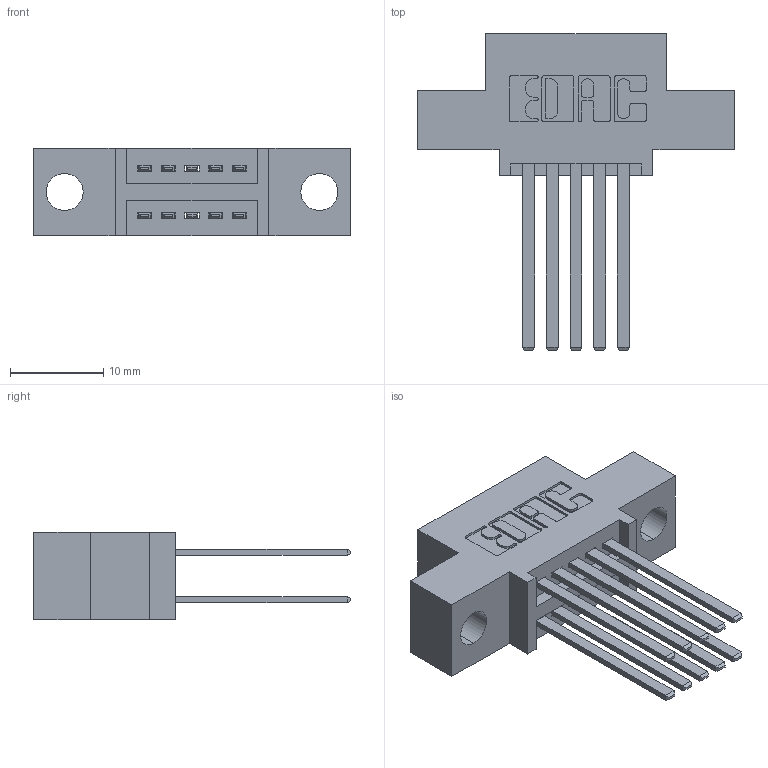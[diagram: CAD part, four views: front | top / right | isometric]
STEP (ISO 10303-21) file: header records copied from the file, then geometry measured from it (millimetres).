
FILE_DESCRIPTION (( 'STEP AP203' ), '1' );
FILE_NAME ('345-010-544-504.STEP', '2021-05-19T15:30:48', ( '' ), ( '' ), 'SwSTEP 2.0', 'SolidWorks 2020', '' );
FILE_SCHEMA (( 'CONFIG_CONTROL_DESIGN' ));
Length unit declared in the file: inch
Products named in the file (3): 345-292-001_345-293-144; 345-010-544-504; 345 Part_0.110 Offset - 0.156 Dia-TI
Assembly tree (11 placements, depth 2):
  345-010-544-504
    345 Part_0.110 Offset - 0.156 Dia-TI
    345-292-001_345-293-144  x10
Bounding box: 33.91 x 33.96 x 9.4 mm (x, y, z)
Volume: 2911.4 mm3; surface area: 3942.2 mm2
Topology: 11 solids, 11 shells, 584 faces, 1699 edges, 1118 vertices
Faces by surface type: plane 388, cylinder 196
Entity records: 9271 total; most frequent: CARTESIAN_POINT 1594, ORIENTED_EDGE 1526, DIRECTION 1447, EDGE_CURVE 763, LINE 615, VECTOR 615, VERTEX_POINT 506, AXIS2_PLACEMENT_3D 416
